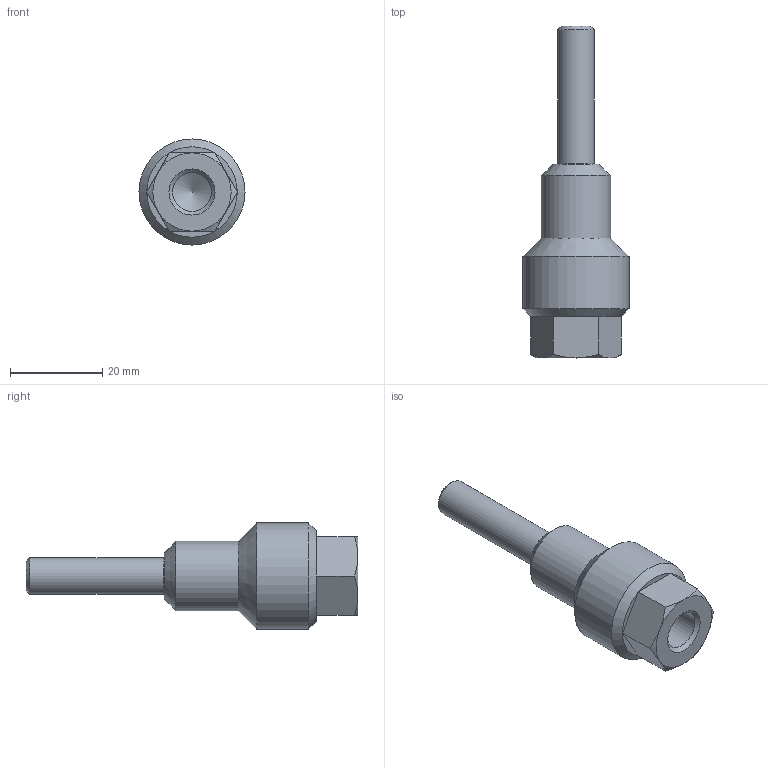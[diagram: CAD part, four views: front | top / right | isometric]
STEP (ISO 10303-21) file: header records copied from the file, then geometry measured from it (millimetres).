
FILE_DESCRIPTION(/* description */ ('STEP AP214'),/* implementation_level */ '2;1');
FILE_NAME(/* name */ '1029453.stp',/* time_stamp */ '2024-05-07T11:33:14+02:00',/* author */ ('b.steehouwer'),/* organization */ ('CADENAS'),/* preprocessor_version */ 'ST-DEVELOPER v18.1',/* originating_system */ 'Autodesk Inventor 2021',/* authorisation */ ' ');
FILE_SCHEMA (('AUTOMOTIVE_DESIGN { 1 0 10303 214 3 1 1 }'));
Length unit declared in the file: millimetre
Products named in the file (1): 1029453
Bounding box: 23 x 72 x 23 mm (x, y, z)
Volume: 10913.4 mm3; surface area: 4648.6 mm2
Topology: 1 solids, 1 shells, 27 faces, 56 edges, 33 vertices
Faces by surface type: cone 12, plane 10, cylinder 4, torus 1
Full cylindrical faces by diameter (mm): 8 x1, 8.376 x1, 15 x1, 23 x1
Entity records: 740 total; most frequent: CARTESIAN_POINT 140, DIRECTION 120, ORIENTED_EDGE 110, EDGE_CURVE 55, AXIS2_PLACEMENT_3D 49, VERTEX_POINT 33, EDGE_LOOP 30, FACE_OUTER_BOUND 27
